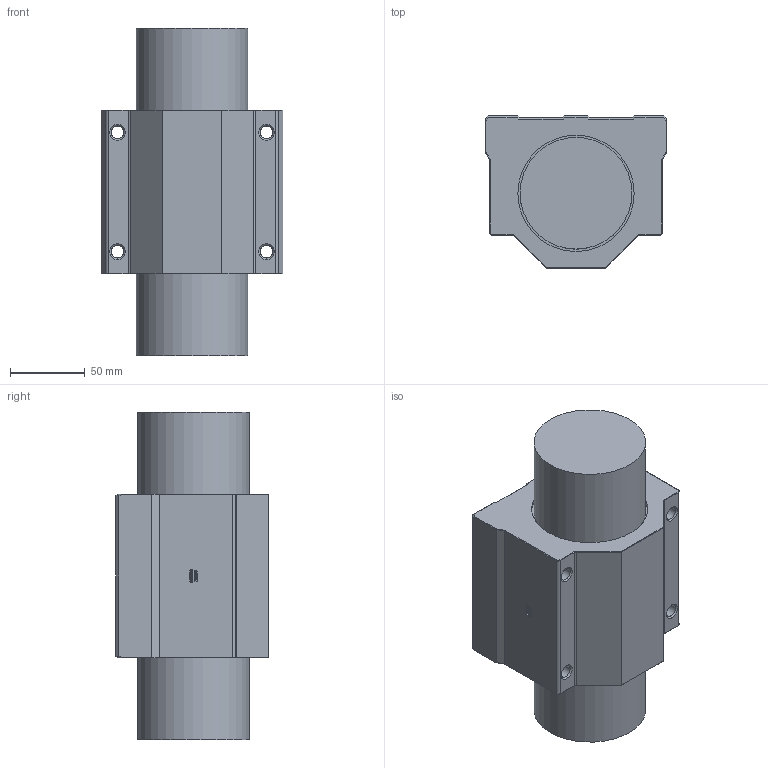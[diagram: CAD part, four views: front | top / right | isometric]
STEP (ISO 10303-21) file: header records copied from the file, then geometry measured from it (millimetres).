
FILE_DESCRIPTION((''),'2;1');
FILE_NAME('SCE50UU.stp','2013-02-07T10:25:43',('user2'),(''),'Autodesk Inventor 2012','Autodesk Inventor 2012','');
FILE_SCHEMA(('AUTOMOTIVE_DESIGN { 1 0 10303 214 1 1 1 1 }'));
Length unit declared in the file: millimetre
Products named in the file (1): SCE50UU
Bounding box: 122 x 102 x 220 mm (x, y, z)
Volume: 1646561.3 mm3; surface area: 105509.4 mm2
Topology: 1 solids, 1 shells, 428 faces, 1153 edges, 750 vertices
Faces by surface type: bspline 254, plane 142, cone 16, cylinder 16
Full cylindrical faces by diameter (mm): 8.376 x4, 8.6 x4, 75 x2, 78 x2
Entity records: 14130 total; most frequent: CARTESIAN_POINT 4852, ORIENTED_EDGE 2266, EDGE_CURVE 1133, DIRECTION 1023, VERTEX_POINT 750, VECTOR 577, LINE 577, EDGE_LOOP 479
